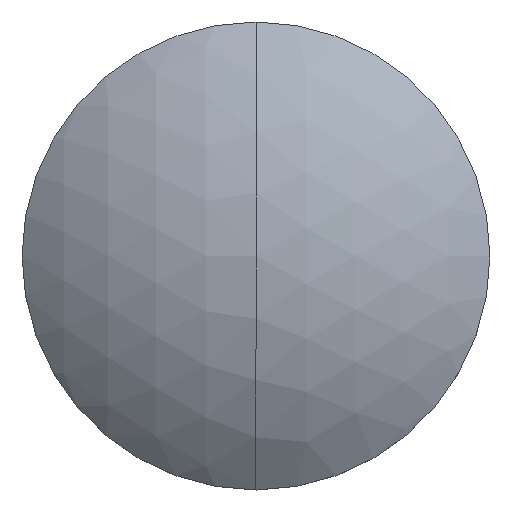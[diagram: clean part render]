
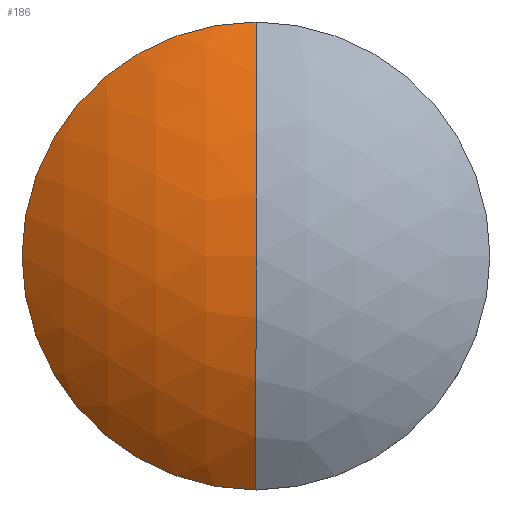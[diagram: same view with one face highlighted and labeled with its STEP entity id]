
A CAD part, top view. The second image highlights one B-rep face of the part: STEP entity #186.
In plain terms, the highlighted spherical face has radius 40 mm.
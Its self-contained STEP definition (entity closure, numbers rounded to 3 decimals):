
#3 = SPHERICAL_SURFACE ( 'NONE', #121, 40. ) ;
#14 = DIRECTION ( 'NONE',  ( 1., 0., 0. ) ) ;
#18 = CIRCLE ( 'NONE', #211, 25. ) ;
#20 = DIRECTION ( 'NONE',  ( 0., -1., 0. ) ) ;
#36 = VERTEX_POINT ( 'NONE', #104 ) ;
#43 = EDGE_CURVE ( 'NONE', #209, #62, #113, .T. ) ;
#58 = CIRCLE ( 'NONE', #78, 40. ) ;
#60 = EDGE_CURVE ( 'NONE', #209, #36, #18, .T. ) ;
#61 = DIRECTION ( 'NONE',  ( 0., 0., -1. ) ) ;
#62 = VERTEX_POINT ( 'NONE', #239 ) ;
#65 = DIRECTION ( 'NONE',  ( -1., 0., 0. ) ) ;
#71 = ORIENTED_EDGE ( 'NONE', *, *, #152, .T. ) ;
#78 = AXIS2_PLACEMENT_3D ( 'NONE', #145, #65, #20 ) ;
#83 = FACE_OUTER_BOUND ( 'NONE', #124, .T. ) ;
#87 = CARTESIAN_POINT ( 'NONE',  ( 0., 0., -33.11 ) ) ;
#91 = DIRECTION ( 'NONE',  ( -1., 0., 0. ) ) ;
#104 = CARTESIAN_POINT ( 'NONE',  ( 0., -25., -1.885 ) ) ;
#113 = CIRCLE ( 'NONE', #252, 40. ) ;
#121 = AXIS2_PLACEMENT_3D ( 'NONE', #128, #91, #244 ) ;
#124 = EDGE_LOOP ( 'NONE', ( #177, #71, #148 ) ) ;
#128 = CARTESIAN_POINT ( 'NONE',  ( 0., 0., -33.11 ) ) ;
#145 = CARTESIAN_POINT ( 'NONE',  ( 0., 0., -33.11 ) ) ;
#148 = ORIENTED_EDGE ( 'NONE', *, *, #43, .F. ) ;
#152 = EDGE_CURVE ( 'NONE', #36, #62, #58, .T. ) ;
#177 = ORIENTED_EDGE ( 'NONE', *, *, #60, .T. ) ;
#178 = DIRECTION ( 'NONE',  ( 0., -1., 0. ) ) ;
#186 = ADVANCED_FACE ( 'NONE', ( #83 ), #3, .T. ) ;
#209 = VERTEX_POINT ( 'NONE', #225 ) ;
#211 = AXIS2_PLACEMENT_3D ( 'NONE', #241, #242, #178 ) ;
#225 = CARTESIAN_POINT ( 'NONE',  ( 0., 25., -1.885 ) ) ;
#239 = CARTESIAN_POINT ( 'NONE',  ( 0., 0., 6.89 ) ) ;
#241 = CARTESIAN_POINT ( 'NONE',  ( 0., 0., -1.885 ) ) ;
#242 = DIRECTION ( 'NONE',  ( 0., 0., 1. ) ) ;
#244 = DIRECTION ( 'NONE',  ( 0., 1., 0. ) ) ;
#252 = AXIS2_PLACEMENT_3D ( 'NONE', #87, #14, #61 ) ;
